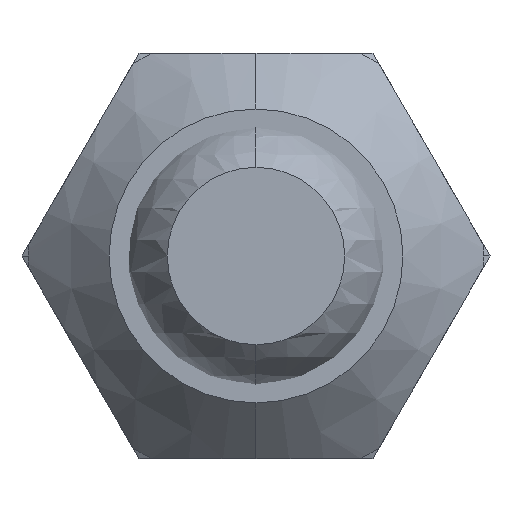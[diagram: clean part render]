
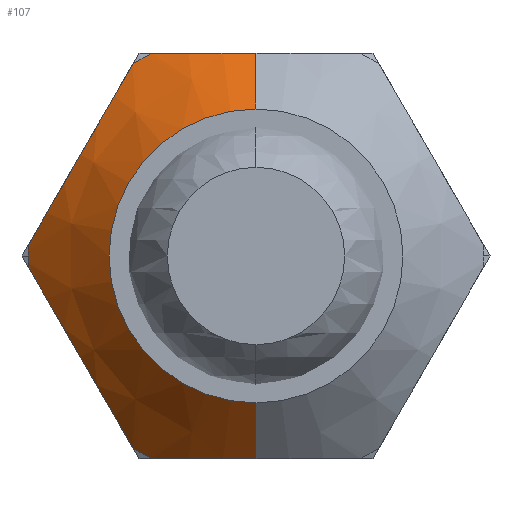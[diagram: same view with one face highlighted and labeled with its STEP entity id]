
A CAD part, left-side view. The second image highlights one B-rep face of the part: STEP entity #107.
In plain terms, the highlighted conical face has half-angle 45 degrees and reference radius 16.3 mm.
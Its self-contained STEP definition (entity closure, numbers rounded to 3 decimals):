
#107=ADVANCED_FACE('',(#259),#260,.T.);
#259=FACE_OUTER_BOUND('',#470,.T.);
#260=CONICAL_SURFACE('',#471,16.3,0.785);
#470=EDGE_LOOP('',(#669,#670,#671,#672,#673,#674,#675,#676,#677,#678,#679,#680));
#471=AXIS2_PLACEMENT_3D('',#681,#682,#683);
#669=ORIENTED_EDGE('',*,*,#1218,.F.);
#670=ORIENTED_EDGE('',*,*,#1219,.T.);
#671=ORIENTED_EDGE('',*,*,#1220,.T.);
#672=ORIENTED_EDGE('',*,*,#1221,.T.);
#673=ORIENTED_EDGE('',*,*,#1222,.T.);
#674=ORIENTED_EDGE('',*,*,#1223,.T.);
#675=ORIENTED_EDGE('',*,*,#1224,.T.);
#676=ORIENTED_EDGE('',*,*,#1225,.T.);
#677=ORIENTED_EDGE('',*,*,#1226,.T.);
#678=ORIENTED_EDGE('',*,*,#1227,.F.);
#679=ORIENTED_EDGE('',*,*,#1228,.T.);
#680=ORIENTED_EDGE('',*,*,#1216,.T.);
#681=CARTESIAN_POINT('',(-7.6,0.,0.));
#682=DIRECTION('',(1.0,0.,0.));
#683=DIRECTION('',(0.,0.,1.0));
#1216=EDGE_CURVE('',#1426,#1432,#1434,.T.);
#1218=EDGE_CURVE('',#1436,#1432,#1437,.T.);
#1219=EDGE_CURVE('',#1436,#1438,#1439,.T.);
#1220=EDGE_CURVE('',#1438,#1440,#1441,.T.);
#1221=EDGE_CURVE('',#1440,#1442,#1443,.T.);
#1222=EDGE_CURVE('',#1442,#1444,#1445,.T.);
#1223=EDGE_CURVE('',#1444,#1446,#1447,.T.);
#1224=EDGE_CURVE('',#1446,#1448,#1449,.T.);
#1225=EDGE_CURVE('',#1448,#1450,#1451,.T.);
#1226=EDGE_CURVE('',#1450,#1452,#1453,.T.);
#1227=EDGE_CURVE('',#1454,#1452,#1455,.T.);
#1228=EDGE_CURVE('',#1454,#1426,#1456,.T.);
#1426=VERTEX_POINT('',#1733);
#1432=VERTEX_POINT('',#1741);
#1434=CIRCLE('',#1743,8.7);
#1436=VERTEX_POINT('',#1745);
#1437=LINE('',#1746,#1747);
#1438=VERTEX_POINT('',#1748);
#1439=(B_SPLINE_CURVE(2,(#1750,#1751,#1752),.UNSPECIFIED.,.F.,.F.)B_SPLINE_CURVE_WITH_KNOTS((3,3),(0.0,47.7),.UNSPECIFIED.)RATIONAL_B_SPLINE_CURVE((1.0,1.992,1.0))BOUNDED_CURVE()REPRESENTATION_ITEM('')GEOMETRIC_REPRESENTATION_ITEM()CURVE());
#1440=VERTEX_POINT('',#1759);
#1441=CIRCLE('',#1760,13.5);
#1442=VERTEX_POINT('',#1761);
#1443=(B_SPLINE_CURVE(2,(#1763,#1764,#1765),.UNSPECIFIED.,.F.,.F.)B_SPLINE_CURVE_WITH_KNOTS((3,3),(0.0,47.7),.UNSPECIFIED.)RATIONAL_B_SPLINE_CURVE((1.0,1.992,1.0))BOUNDED_CURVE()REPRESENTATION_ITEM('')GEOMETRIC_REPRESENTATION_ITEM()CURVE());
#1444=VERTEX_POINT('',#1772);
#1445=CIRCLE('',#1773,13.5);
#1446=VERTEX_POINT('',#1774);
#1447=CIRCLE('',#1775,13.5);
#1448=VERTEX_POINT('',#1776);
#1449=(B_SPLINE_CURVE(2,(#1778,#1779,#1780),.UNSPECIFIED.,.F.,.F.)B_SPLINE_CURVE_WITH_KNOTS((3,3),(0.0,47.7),.UNSPECIFIED.)RATIONAL_B_SPLINE_CURVE((1.0,1.992,1.0))BOUNDED_CURVE()REPRESENTATION_ITEM('')GEOMETRIC_REPRESENTATION_ITEM()CURVE());
#1450=VERTEX_POINT('',#1787);
#1451=CIRCLE('',#1788,13.5);
#1452=VERTEX_POINT('',#1789);
#1453=(B_SPLINE_CURVE(2,(#1791,#1792,#1793),.UNSPECIFIED.,.F.,.F.)B_SPLINE_CURVE_WITH_KNOTS((3,3),(0.0,47.7),.UNSPECIFIED.)RATIONAL_B_SPLINE_CURVE((1.0,1.992,1.0))BOUNDED_CURVE()REPRESENTATION_ITEM('')GEOMETRIC_REPRESENTATION_ITEM()CURVE());
#1454=VERTEX_POINT('',#1800);
#1455=LINE('',#1801,#1802);
#1456=CIRCLE('',#1803,8.7);
#1733=CARTESIAN_POINT('',(-15.2,8.7,0.));
#1741=CARTESIAN_POINT('',(-15.2,0.,8.7));
#1743=AXIS2_PLACEMENT_3D('',#2430,#2431,#2432);
#1745=CARTESIAN_POINT('',(-11.9,0.,12.0));
#1746=CARTESIAN_POINT('',(-7.6,0.,16.3));
#1747=VECTOR('',#2433,1.0);
#1748=CARTESIAN_POINT('',(-10.4,6.185,12.0));
#1750=CARTESIAN_POINT('',(0.,-20.669,12.0));
#1751=CARTESIAN_POINT('',(-17.875,0.,12.0));
#1752=CARTESIAN_POINT('',(0.,20.669,12.0));
#1759=CARTESIAN_POINT('',(-10.4,7.3,11.356));
#1760=AXIS2_PLACEMENT_3D('',#2434,#2435,#2436);
#1761=CARTESIAN_POINT('',(-10.4,13.485,0.644));
#1763=CARTESIAN_POINT('',(0.,0.058,23.9));
#1764=CARTESIAN_POINT('',(-17.875,10.392,6.));
#1765=CARTESIAN_POINT('',(0.,20.727,-11.9));
#1772=CARTESIAN_POINT('',(-10.4,13.5,0.));
#1773=AXIS2_PLACEMENT_3D('',#2437,#2438,#2439);
#1774=CARTESIAN_POINT('',(-10.4,13.485,-0.644));
#1775=AXIS2_PLACEMENT_3D('',#2440,#2441,#2442);
#1776=CARTESIAN_POINT('',(-10.4,7.3,-11.356));
#1778=CARTESIAN_POINT('',(0.,20.727,11.9));
#1779=CARTESIAN_POINT('',(-17.875,10.392,-6.0));
#1780=CARTESIAN_POINT('',(0.,0.058,-23.9));
#1787=CARTESIAN_POINT('',(-10.4,6.185,-12.0));
#1788=AXIS2_PLACEMENT_3D('',#2443,#2444,#2445);
#1789=CARTESIAN_POINT('',(-11.9,0.,-12.0));
#1791=CARTESIAN_POINT('',(0.,20.669,-12.0));
#1792=CARTESIAN_POINT('',(-17.875,0.,-12.0));
#1793=CARTESIAN_POINT('',(0.,-20.669,-12.0));
#1800=CARTESIAN_POINT('',(-15.2,0.,-8.7));
#1801=CARTESIAN_POINT('',(-7.6,0.,-16.3));
#1802=VECTOR('',#2446,1.0);
#1803=AXIS2_PLACEMENT_3D('',#2447,#2448,#2449);
#2430=CARTESIAN_POINT('',(-15.2,0.0,0.0));
#2431=DIRECTION('',(1.0,0.0,0.0));
#2432=DIRECTION('',(0.0,1.0,0.));
#2433=DIRECTION('',(-0.707,0.,-0.707));
#2434=CARTESIAN_POINT('',(-10.4,0.,0.0));
#2435=DIRECTION('',(-1.0,0.,0.0));
#2436=DIRECTION('',(0.,-1.0,0.0));
#2437=CARTESIAN_POINT('',(-10.4,0.,0.0));
#2438=DIRECTION('',(-1.0,0.,0.0));
#2439=DIRECTION('',(0.,-1.0,0.0));
#2440=CARTESIAN_POINT('',(-10.4,0.,0.0));
#2441=DIRECTION('',(-1.0,0.,0.0));
#2442=DIRECTION('',(0.,-1.0,0.0));
#2443=CARTESIAN_POINT('',(-10.4,0.,0.0));
#2444=DIRECTION('',(-1.0,0.,0.0));
#2445=DIRECTION('',(0.,-1.0,0.0));
#2446=DIRECTION('',(0.707,0.,-0.707));
#2447=CARTESIAN_POINT('',(-15.2,0.0,0.0));
#2448=DIRECTION('',(1.0,0.0,0.0));
#2449=DIRECTION('',(0.0,1.0,0.));
